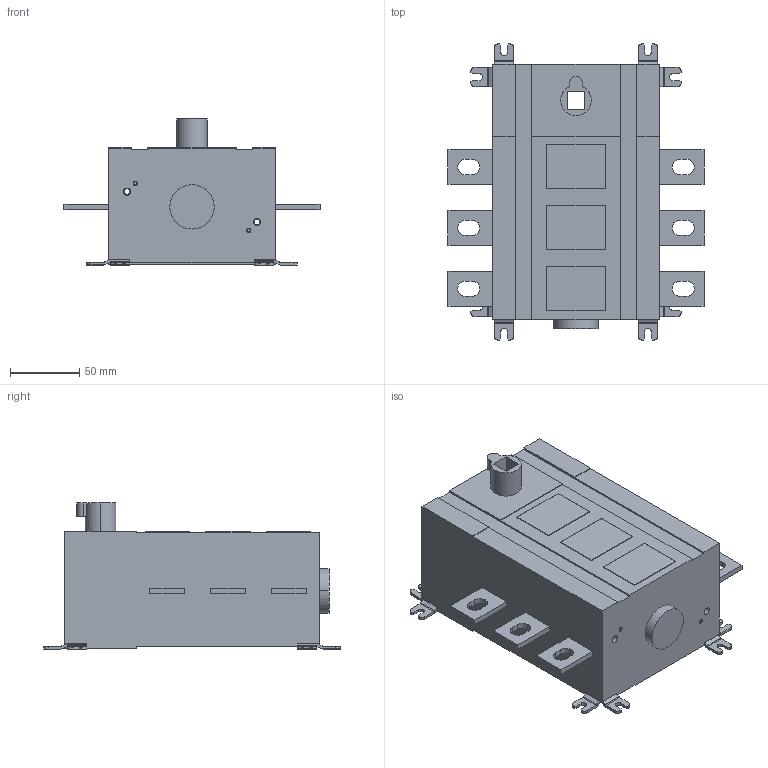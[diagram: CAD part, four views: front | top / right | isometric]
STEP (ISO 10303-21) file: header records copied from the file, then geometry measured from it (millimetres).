
FILE_DESCRIPTION((''),'2;1');
FILE_NAME('OT315E03V24_IGS','2018-07-26T',('FIALBJO'),(''),'CREO PARAMETRIC BY PTC INC, 2017480','CREO PARAMETRIC BY PTC INC, 2017480','');
FILE_SCHEMA(('AUTOMOTIVE_DESIGN { 1 0 10303 214 1 1 1 1 }'));
Length unit declared in the file: millimetre
Products named in the file (1): OT315E03V24_IGS
Bounding box: 185 x 214 x 105.5 mm (x, y, z)
Volume: 1836123.1 mm3; surface area: 124043.3 mm2
Topology: 1 solids, 1 shells, 422 faces, 1137 edges, 749 vertices
Faces by surface type: plane 263, cylinder 151, cone 8
Entity records: 16563 total; most frequent: CARTESIAN_POINT 2387, ORIENTED_EDGE 2274, DIRECTION 2268, EDGE_CURVE 1137, VECTOR 824, LINE 824, VERTEX_POINT 749, AXIS2_PLACEMENT_3D 722
